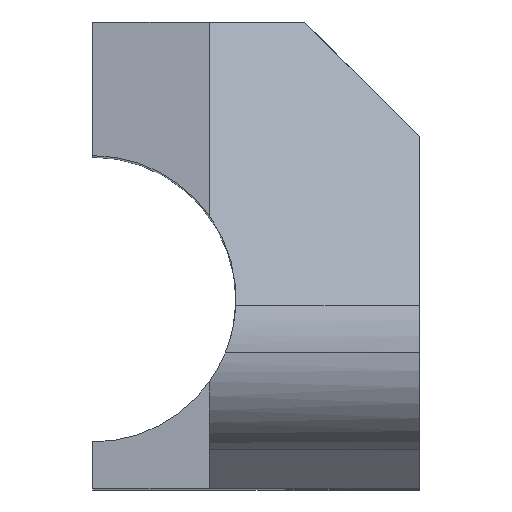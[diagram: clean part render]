
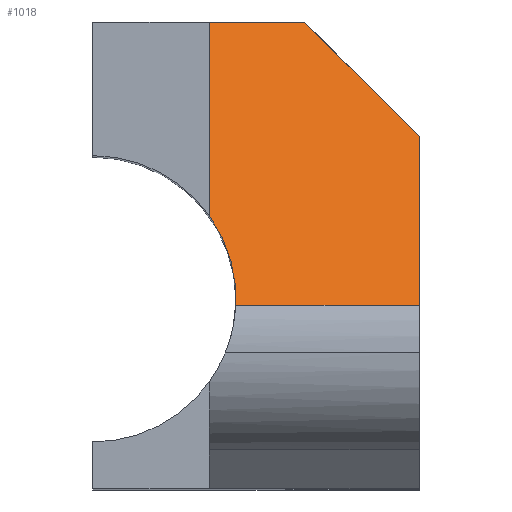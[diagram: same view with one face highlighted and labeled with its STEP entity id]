
A CAD part, top view. The second image highlights one B-rep face of the part: STEP entity #1018.
In plain terms, the highlighted face is planar.
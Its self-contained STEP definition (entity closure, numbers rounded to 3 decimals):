
#2 = VECTOR ( 'NONE', #2396, 1000. ) ;
#23 = DIRECTION ( 'NONE',  ( 1., 0., 0. ) ) ;
#39 = VECTOR ( 'NONE', #2321, 1000. ) ;
#47 = CARTESIAN_POINT ( 'NONE',  ( 21.894, -75.5, 0. ) ) ;
#148 = LINE ( 'NONE', #1660, #2 ) ;
#151 = ORIENTED_EDGE ( 'NONE', *, *, #1583, .T. ) ;
#191 = VECTOR ( 'NONE', #1904, 1000. ) ;
#293 =( BOUNDED_CURVE ( )  B_SPLINE_CURVE ( 3, ( #1881, #2251, #592, #2296 ),
 .UNSPECIFIED., .F., .F. ) 
 B_SPLINE_CURVE_WITH_KNOTS ( ( 4, 4 ),
 ( 4.094, 4.758 ),
 .UNSPECIFIED. ) 
 CURVE ( )  GEOMETRIC_REPRESENTATION_ITEM ( )  RATIONAL_B_SPLINE_CURVE ( ( 1., 0.964, 0.964, 1. ) ) 
 REPRESENTATION_ITEM ( '' )  );
#321 = CARTESIAN_POINT ( 'NONE',  ( 21.894, -75.5, 0. ) ) ;
#328 = CARTESIAN_POINT ( 'NONE',  ( 23.274, -60.654, -7.596 ) ) ;
#341 = VERTEX_POINT ( 'NONE', #2049 ) ;
#343 = ORIENTED_EDGE ( 'NONE', *, *, #958, .T. ) ;
#508 = EDGE_CURVE ( 'NONE', #2334, #541, #1577, .T. ) ;
#541 = VERTEX_POINT ( 'NONE', #2409 ) ;
#587 = CARTESIAN_POINT ( 'NONE',  ( 21.894, -60.654, -7.596 ) ) ;
#592 = CARTESIAN_POINT ( 'NONE',  ( 23.352, -62.345, -6.731 ) ) ;
#624 = LINE ( 'NONE', #587, #1416 ) ;
#687 = DIRECTION ( 'NONE',  ( 0., 0.89, -0.456 ) ) ;
#781 = EDGE_CURVE ( 'NONE', #541, #2181, #1835, .T. ) ;
#958 = EDGE_CURVE ( 'NONE', #341, #1296, #293, .T. ) ;
#1018 = ADVANCED_FACE ( 'NONE', ( #1529 ), #2399, .T. ) ;
#1068 = LINE ( 'NONE', #47, #39 ) ;
#1074 = ORIENTED_EDGE ( 'NONE', *, *, #2151, .F. ) ;
#1159 = EDGE_LOOP ( 'NONE', ( #151, #343, #1882, #1074, #1315, #2406 ) ) ;
#1254 = CARTESIAN_POINT ( 'NONE',  ( 32.894, -69.5, -3.07 ) ) ;
#1295 = DIRECTION ( 'NONE',  ( 0., -0.456, -0.89 ) ) ;
#1296 = VERTEX_POINT ( 'NONE', #328 ) ;
#1315 = ORIENTED_EDGE ( 'NONE', *, *, #508, .T. ) ;
#1416 = VECTOR ( 'NONE', #23, 1000. ) ;
#1529 = FACE_OUTER_BOUND ( 'NONE', #1159, .T. ) ;
#1577 = LINE ( 'NONE', #1729, #191 ) ;
#1583 = EDGE_CURVE ( 'NONE', #2181, #341, #1068, .T. ) ;
#1660 = CARTESIAN_POINT ( 'NONE',  ( 32.894, -75.5, 0. ) ) ;
#1729 = CARTESIAN_POINT ( 'NONE',  ( 24.683, -77.711, 1.131 ) ) ;
#1774 = AXIS2_PLACEMENT_3D ( 'NONE', #321, #1295, #687 ) ;
#1792 = CARTESIAN_POINT ( 'NONE',  ( 21.894, -75.5, 0. ) ) ;
#1835 = LINE ( 'NONE', #1978, #2444 ) ;
#1881 = CARTESIAN_POINT ( 'NONE',  ( 21.894, -65.347, -5.195 ) ) ;
#1882 = ORIENTED_EDGE ( 'NONE', *, *, #1933, .T. ) ;
#1904 = DIRECTION ( 'NONE',  ( -0.665, -0.665, 0.34 ) ) ;
#1933 = EDGE_CURVE ( 'NONE', #1296, #2371, #624, .T. ) ;
#1978 = CARTESIAN_POINT ( 'NONE',  ( 25.782, -75.5, 0. ) ) ;
#2049 = CARTESIAN_POINT ( 'NONE',  ( 21.894, -65.347, -5.195 ) ) ;
#2151 = EDGE_CURVE ( 'NONE', #2334, #2371, #148, .T. ) ;
#2164 = DIRECTION ( 'NONE',  ( -1., 0., 0. ) ) ;
#2181 = VERTEX_POINT ( 'NONE', #1792 ) ;
#2227 = CARTESIAN_POINT ( 'NONE',  ( 32.894, -60.654, -7.596 ) ) ;
#2251 = CARTESIAN_POINT ( 'NONE',  ( 22.875, -63.968, -5.901 ) ) ;
#2296 = CARTESIAN_POINT ( 'NONE',  ( 23.274, -60.654, -7.596 ) ) ;
#2321 = DIRECTION ( 'NONE',  ( 0., 0.89, -0.456 ) ) ;
#2334 = VERTEX_POINT ( 'NONE', #1254 ) ;
#2371 = VERTEX_POINT ( 'NONE', #2227 ) ;
#2396 = DIRECTION ( 'NONE',  ( 0., 0.89, -0.456 ) ) ;
#2399 = PLANE ( 'NONE',  #1774 ) ;
#2406 = ORIENTED_EDGE ( 'NONE', *, *, #781, .T. ) ;
#2409 = CARTESIAN_POINT ( 'NONE',  ( 26.894, -75.5, 0. ) ) ;
#2444 = VECTOR ( 'NONE', #2164, 1000. ) ;
